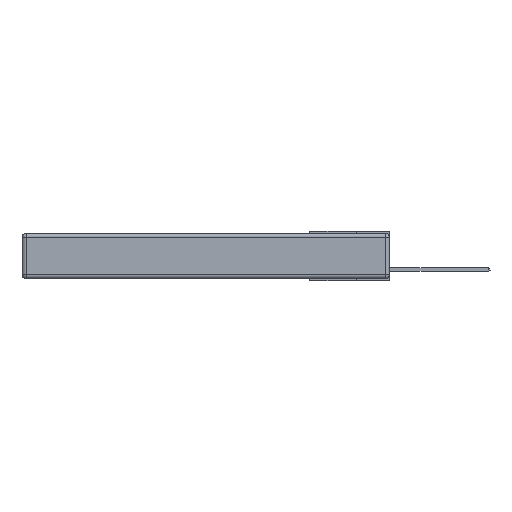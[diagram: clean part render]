
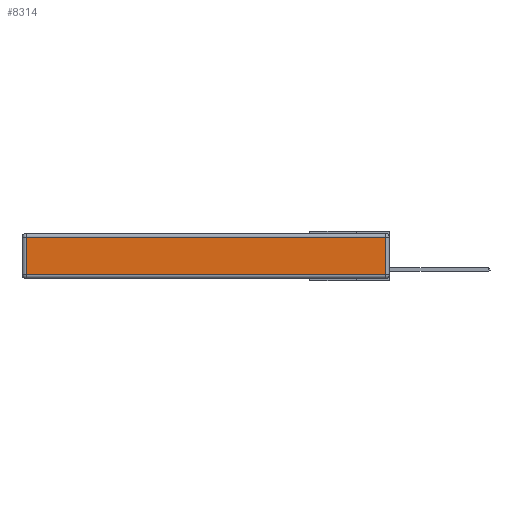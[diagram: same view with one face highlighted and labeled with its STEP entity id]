
A CAD part, left-side view. The second image highlights one B-rep face of the part: STEP entity #8314.
In plain terms, the highlighted planar face has unit normal (-1, 0, 0).
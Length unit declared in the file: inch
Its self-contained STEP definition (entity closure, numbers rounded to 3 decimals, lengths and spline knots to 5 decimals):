
#257 = EDGE_CURVE ( 'NONE', #11205, #5086, #6169, .T. ) ;
#1172 = DIRECTION ( 'NONE',  ( 0., 1., 0. ) ) ;
#1285 = CARTESIAN_POINT ( 'NONE',  ( 0., 0.03, -0.313 ) ) ;
#1383 = LINE ( 'NONE', #6995, #11695 ) ;
#1450 = ORIENTED_EDGE ( 'NONE', *, *, #8040, .T. ) ;
#1475 = ORIENTED_EDGE ( 'NONE', *, *, #11551, .T. ) ;
#1762 = FACE_OUTER_BOUND ( 'NONE', #9477, .T. ) ;
#2323 = DIRECTION ( 'NONE',  ( -1., 0., 0. ) ) ;
#3417 = CARTESIAN_POINT ( 'NONE',  ( 0., 0., -0.343 ) ) ;
#4073 = VECTOR ( 'NONE', #15400, 39.37008 ) ;
#4392 = CARTESIAN_POINT ( 'NONE',  ( 0., 0.03, -0.03 ) ) ;
#4481 = DIRECTION ( 'NONE',  ( 0., 0., 1. ) ) ;
#4719 = EDGE_CURVE ( 'NONE', #15709, #11205, #5229, .T. ) ;
#4883 = LINE ( 'NONE', #16475, #4073 ) ;
#5086 = VERTEX_POINT ( 'NONE', #7192 ) ;
#5229 = LINE ( 'NONE', #14970, #15053 ) ;
#6169 = LINE ( 'NONE', #7541, #8200 ) ;
#6995 = CARTESIAN_POINT ( 'NONE',  ( 0., 0., -0.313 ) ) ;
#7192 = CARTESIAN_POINT ( 'NONE',  ( 0., 2.72, -0.03 ) ) ;
#7474 = PLANE ( 'NONE',  #14829 ) ;
#7541 = CARTESIAN_POINT ( 'NONE',  ( 0., 2.75, -0.03 ) ) ;
#8040 = EDGE_CURVE ( 'NONE', #15240, #15709, #1383, .T. ) ;
#8200 = VECTOR ( 'NONE', #1172, 39.37008 ) ;
#8314 = ADVANCED_FACE ( 'NONE', ( #1762 ), #7474, .T. ) ;
#9477 = EDGE_LOOP ( 'NONE', ( #1450, #11839, #16455, #1475 ) ) ;
#11205 = VERTEX_POINT ( 'NONE', #4392 ) ;
#11399 = DIRECTION ( 'NONE',  ( 0., 0., 1. ) ) ;
#11551 = EDGE_CURVE ( 'NONE', #5086, #15240, #4883, .T. ) ;
#11695 = VECTOR ( 'NONE', #16111, 39.37008 ) ;
#11839 = ORIENTED_EDGE ( 'NONE', *, *, #4719, .T. ) ;
#13242 = CARTESIAN_POINT ( 'NONE',  ( 0., 2.72, -0.313 ) ) ;
#14829 = AXIS2_PLACEMENT_3D ( 'NONE', #3417, #2323, #11399 ) ;
#14970 = CARTESIAN_POINT ( 'NONE',  ( 0., 0.03, -0.343 ) ) ;
#15053 = VECTOR ( 'NONE', #4481, 39.37008 ) ;
#15240 = VERTEX_POINT ( 'NONE', #13242 ) ;
#15400 = DIRECTION ( 'NONE',  ( 0., 0., -1. ) ) ;
#15709 = VERTEX_POINT ( 'NONE', #1285 ) ;
#16111 = DIRECTION ( 'NONE',  ( 0., -1., 0. ) ) ;
#16455 = ORIENTED_EDGE ( 'NONE', *, *, #257, .T. ) ;
#16475 = CARTESIAN_POINT ( 'NONE',  ( 0., 2.72, -0.343 ) ) ;
